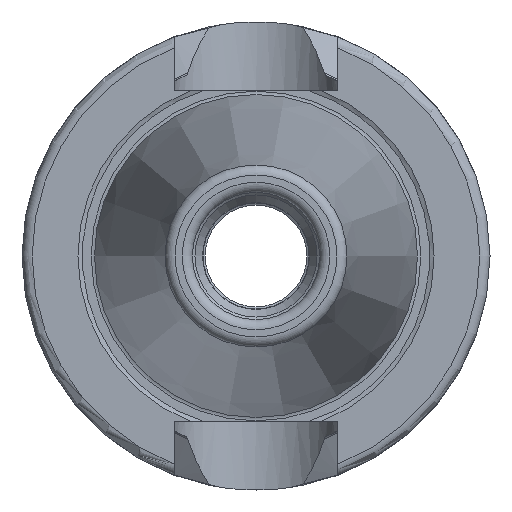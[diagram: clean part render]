
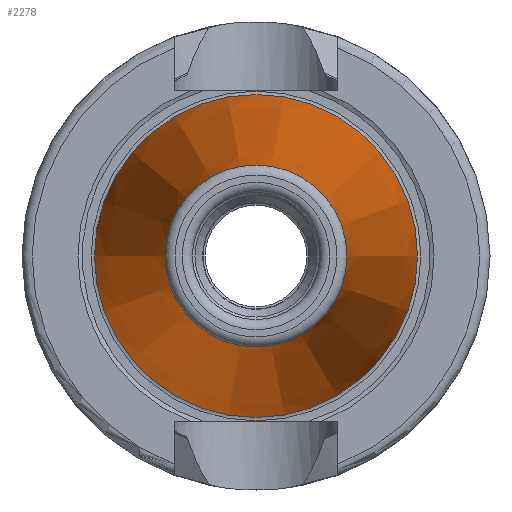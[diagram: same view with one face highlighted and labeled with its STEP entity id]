
A CAD part, left-side view. The second image highlights one B-rep face of the part: STEP entity #2278.
In plain terms, the highlighted conical face has half-angle 8.297 degrees and reference radius 12.408 mm.
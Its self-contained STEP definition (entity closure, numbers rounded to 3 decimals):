
#2236=CARTESIAN_POINT('',(-47.544,8.941,0.0));
#2237=VERTEX_POINT('',#2236);
#2238=CARTESIAN_POINT('',(-47.544,0.0,0.0));
#2239=DIRECTION('',(1.0,0.0,0.0));
#2240=DIRECTION('',(0.0,1.0,0.0));
#2241=AXIS2_PLACEMENT_3D('',#2238,#2239,#2240);
#2242=CIRCLE('',#2241,8.941);
#2243=EDGE_CURVE('',#2237,#2237,#2242,.T.);
#2259=CARTESIAN_POINT('',(-23.772,0.0,0.0));
#2260=DIRECTION('',(1.0,0.0,0.0));
#2261=DIRECTION('',(0.0,1.0,0.0));
#2262=AXIS2_PLACEMENT_3D('',#2259,#2260,#2261);
#2263=CONICAL_SURFACE('',#2262,12.408,8.297);
#2264=CARTESIAN_POINT('',(0.0,15.875,0.0));
#2265=VERTEX_POINT('',#2264);
#2266=CARTESIAN_POINT('',(0.0,0.0,0.0));
#2267=DIRECTION('',(1.0,0.0,0.0));
#2268=DIRECTION('',(0.0,1.0,0.0));
#2269=AXIS2_PLACEMENT_3D('',#2266,#2267,#2268);
#2270=CIRCLE('',#2269,15.875);
#2271=EDGE_CURVE('',#2265,#2265,#2270,.T.);
#2272=ORIENTED_EDGE('',*,*,#2271,.F.);
#2273=EDGE_LOOP('',(#2272));
#2274=FACE_OUTER_BOUND('',#2273,.T.);
#2275=ORIENTED_EDGE('',*,*,#2243,.T.);
#2276=EDGE_LOOP('',(#2275));
#2277=FACE_BOUND('',#2276,.T.);
#2278=ADVANCED_FACE('',(#2274,#2277),#2263,.T.);
